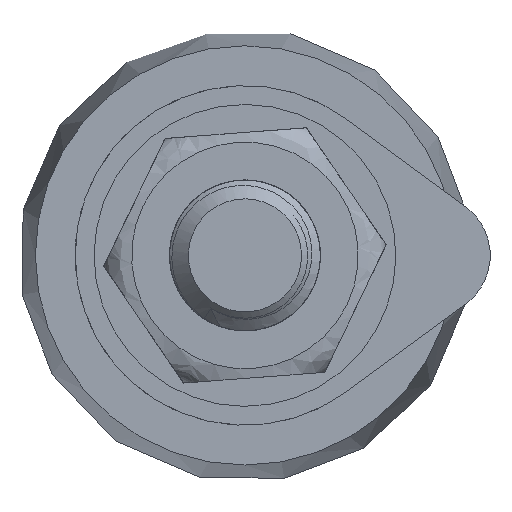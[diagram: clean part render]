
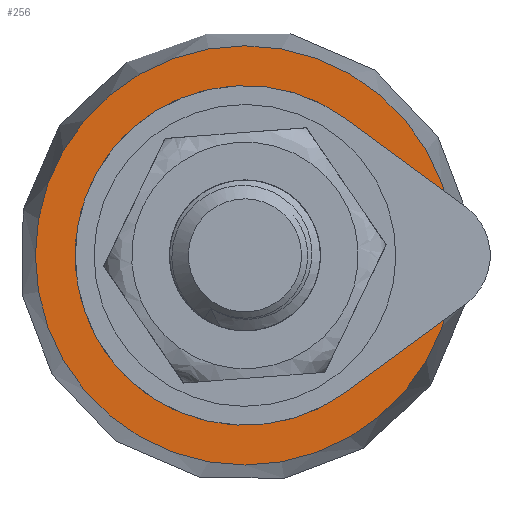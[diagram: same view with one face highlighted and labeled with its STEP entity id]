
A CAD part, left-side view. The second image highlights one B-rep face of the part: STEP entity #256.
In plain terms, the highlighted planar face has unit normal (-1, 0, 0).
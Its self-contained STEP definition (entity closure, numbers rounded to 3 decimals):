
#153=CARTESIAN_POINT('',(10.205,21.193,0.0));
#154=VERTEX_POINT('',#153);
#155=CARTESIAN_POINT('',(10.205,10.083,0.0));
#156=DIRECTION('',(1.0,0.0,0.0));
#157=DIRECTION('',(0.0,1.0,0.0));
#158=AXIS2_PLACEMENT_3D('',#155,#156,#157);
#159=CIRCLE('',#158,11.111);
#160=EDGE_CURVE('',#154,#154,#159,.T.);
#230=CARTESIAN_POINT('',(10.205,17.233,0.0));
#231=VERTEX_POINT('',#230);
#232=CARTESIAN_POINT('',(10.205,10.083,0.0));
#233=DIRECTION('',(1.0,0.0,0.0));
#234=DIRECTION('',(0.0,1.0,0.0));
#235=AXIS2_PLACEMENT_3D('',#232,#233,#234);
#236=CIRCLE('',#235,7.15);
#237=EDGE_CURVE('',#231,#231,#236,.T.);
#245=CARTESIAN_POINT('',(10.205,19.213,0.0));
#246=DIRECTION('',(-1.0,0.0,0.0));
#247=DIRECTION('',(0.0,0.0,1.0));
#248=AXIS2_PLACEMENT_3D('',#245,#246,#247);
#249=PLANE('',#248);
#250=ORIENTED_EDGE('',*,*,#160,.F.);
#251=EDGE_LOOP('',(#250));
#252=FACE_OUTER_BOUND('',#251,.T.);
#253=ORIENTED_EDGE('',*,*,#237,.T.);
#254=EDGE_LOOP('',(#253));
#255=FACE_BOUND('',#254,.T.);
#256=ADVANCED_FACE('',(#252,#255),#249,.T.);
